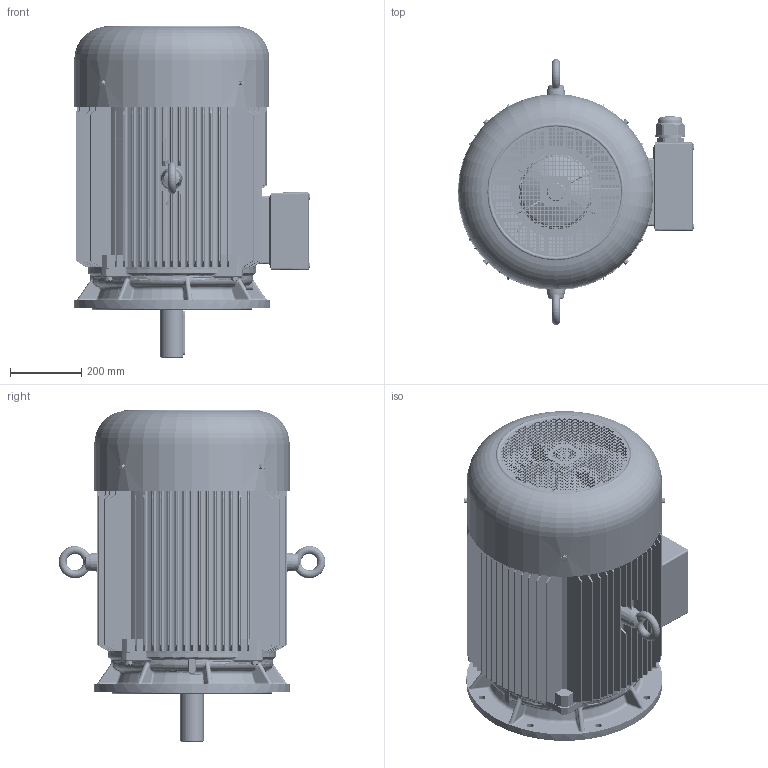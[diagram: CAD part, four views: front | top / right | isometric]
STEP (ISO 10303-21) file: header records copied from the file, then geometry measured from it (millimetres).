
FILE_DESCRIPTION(/* description */ (''),/* implementation_level */ '2;1');
FILE_NAME(/* name */ 'JM3-280S-2-B5.stp',/* time_stamp */ '2016-07-01T15:48:29+08:00',/* author */ (''),/* organization */ (''),/* preprocessor_version */ 'ST-DEVELOPER v15',/* originating_system */ 'SIEMENS PLM Software NX 8.5',/* authorisation */ '');
FILE_SCHEMA (('AUTOMOTIVE_DESIGN { 1 0 10303 214 3 1 1 1 }'));
Length unit declared in the file: millimetre
Products named in the file (1): pc0534AA92lzpm
Bounding box: 662.73 x 747 x 930.49 mm (x, y, z)
Volume: 35306583.4 mm3; surface area: 7261244.2 mm2
Topology: 59 solids, 59 shells, 7052 faces, 19450 edges, 12668 vertices
Faces by surface type: plane 4615, cylinder 1164, bspline 616, cone 343, torus 303, sphere 10, extrusion 1
Full cylindrical faces by diameter (mm): 7.188 x4, 8 x8, 8.4 x4, 9.026 x8, 10 x8, 10.863 x8, 11.2 x8, 11.5 x1, 12 x8, 12.6 x8, 16 x4, 20 x1, 43.312 x2, 49 x1, 51 x1, 51.188 x4, 52 x3, 61.031 x12, 63 x4, 64.969 x12, 67.922 x2, 72 x2, 83.672 x2, 190 x1, 437 x1, 447 x1, 453 x1, 543 x1, 547 x1
Entity records: 275095 total; most frequent: CARTESIAN_POINT 87930, ORIENTED_EDGE 38120, DIRECTION 32506, EDGE_CURVE 19060, VECTOR 13388, LINE 13387, VERTEX_POINT 12555, AXIS2_PLACEMENT_3D 9559
